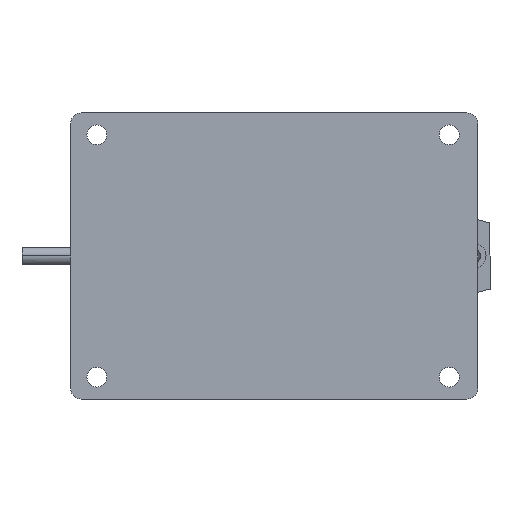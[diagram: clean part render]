
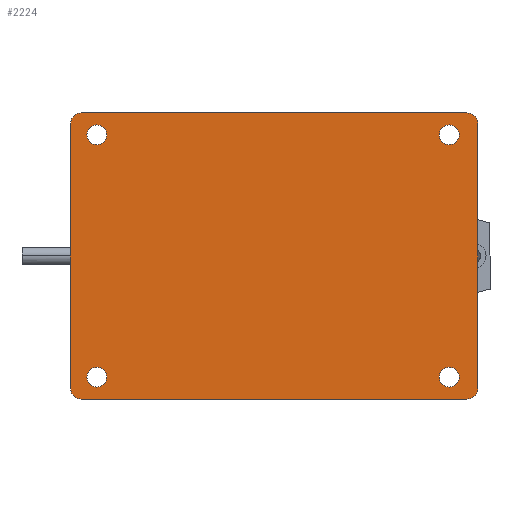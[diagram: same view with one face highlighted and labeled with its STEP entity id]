
A CAD part, front view. The second image highlights one B-rep face of the part: STEP entity #2224.
In plain terms, the highlighted face is planar.
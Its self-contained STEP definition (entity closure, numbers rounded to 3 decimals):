
#355 = AXIS2_PLACEMENT_3D ( 'NONE', #25527, #2868, #16317 ) ;
#508 = EDGE_CURVE ( 'NONE', #1687, #11273, #13348, .T. ) ;
#597 = VERTEX_POINT ( 'NONE', #27273 ) ;
#913 = CARTESIAN_POINT ( 'NONE',  ( -92.5, -60., 51. ) ) ;
#1013 = AXIS2_PLACEMENT_3D ( 'NONE', #11037, #27062, #22242 ) ;
#1074 = CIRCLE ( 'NONE', #15475, 5. ) ;
#1271 = ORIENTED_EDGE ( 'NONE', *, *, #20511, .T. ) ;
#1364 = VERTEX_POINT ( 'NONE', #6650 ) ;
#1400 = EDGE_LOOP ( 'NONE', ( #26331, #19499 ) ) ;
#1687 = VERTEX_POINT ( 'NONE', #25853 ) ;
#1833 = DIRECTION ( 'NONE',  ( 0., 0., 1. ) ) ;
#1859 = DIRECTION ( 'NONE',  ( 0., 0., 1. ) ) ;
#2037 = CARTESIAN_POINT ( 'NONE',  ( -87.5, 65., 51. ) ) ;
#2152 = EDGE_CURVE ( 'NONE', #23311, #5727, #25139, .T. ) ;
#2165 = CIRCLE ( 'NONE', #27266, 4.5 ) ;
#2224 = ADVANCED_FACE ( 'NONE', ( #25866, #20094, #9411, #22999, #16889 ), #16218, .T. ) ;
#2868 = DIRECTION ( 'NONE',  ( 0., 0., 1. ) ) ;
#3012 = CARTESIAN_POINT ( 'NONE',  ( -87.5, -60., 51. ) ) ;
#3150 = ORIENTED_EDGE ( 'NONE', *, *, #9381, .F. ) ;
#3188 = CIRCLE ( 'NONE', #17795, 4.5 ) ;
#3275 = DIRECTION ( 'NONE',  ( 0., 0., 1. ) ) ;
#3574 = CARTESIAN_POINT ( 'NONE',  ( 87.5, 60., 51. ) ) ;
#3615 = DIRECTION ( 'NONE',  ( 0., 0., 1. ) ) ;
#3618 = DIRECTION ( 'NONE',  ( 0., 0., 1. ) ) ;
#4351 = DIRECTION ( 'NONE',  ( -1., 0., 0. ) ) ;
#4442 = EDGE_CURVE ( 'NONE', #11273, #17107, #11051, .T. ) ;
#4511 = ORIENTED_EDGE ( 'NONE', *, *, #17642, .T. ) ;
#4622 = DIRECTION ( 'NONE',  ( 0., 0., 1. ) ) ;
#4753 = CARTESIAN_POINT ( 'NONE',  ( 92.5, 60., 51. ) ) ;
#5380 = CIRCLE ( 'NONE', #28012, 4.5 ) ;
#5416 = EDGE_CURVE ( 'NONE', #1364, #10818, #21050, .T. ) ;
#5645 = CARTESIAN_POINT ( 'NONE',  ( 84., 55., 51. ) ) ;
#5727 = VERTEX_POINT ( 'NONE', #2037 ) ;
#5862 = DIRECTION ( 'NONE',  ( -1., 0., 0. ) ) ;
#6650 = CARTESIAN_POINT ( 'NONE',  ( 75., -55., 51. ) ) ;
#7792 = DIRECTION ( 'NONE',  ( 0., 0., 1. ) ) ;
#7934 = CARTESIAN_POINT ( 'NONE',  ( -85., -55., 51. ) ) ;
#8106 = AXIS2_PLACEMENT_3D ( 'NONE', #3012, #12163, #19047 ) ;
#8167 = DIRECTION ( 'NONE',  ( -1., 0., 0. ) ) ;
#8172 = DIRECTION ( 'NONE',  ( 1., 0., 0. ) ) ;
#8580 = VERTEX_POINT ( 'NONE', #5645 ) ;
#8794 = CIRCLE ( 'NONE', #22329, 5. ) ;
#9133 = CARTESIAN_POINT ( 'NONE',  ( 87.5, -65., 51. ) ) ;
#9381 = EDGE_CURVE ( 'NONE', #24547, #20997, #20606, .T. ) ;
#9411 = FACE_OUTER_BOUND ( 'NONE', #21203, .T. ) ;
#9505 = VERTEX_POINT ( 'NONE', #27569 ) ;
#9892 = AXIS2_PLACEMENT_3D ( 'NONE', #25059, #4622, #16161 ) ;
#10295 = CARTESIAN_POINT ( 'NONE',  ( 92.5, 65., 51. ) ) ;
#10308 = ORIENTED_EDGE ( 'NONE', *, *, #29297, .F. ) ;
#10468 = CIRCLE ( 'NONE', #23604, 4.5 ) ;
#10592 = CARTESIAN_POINT ( 'NONE',  ( 84., -55., 51. ) ) ;
#10818 = VERTEX_POINT ( 'NONE', #10592 ) ;
#10895 = CARTESIAN_POINT ( 'NONE',  ( -80.5, 55., 51. ) ) ;
#10984 = CARTESIAN_POINT ( 'NONE',  ( -80.5, 55., 51. ) ) ;
#11037 = CARTESIAN_POINT ( 'NONE',  ( -80.5, -55., 51. ) ) ;
#11051 = CIRCLE ( 'NONE', #8106, 5. ) ;
#11273 = VERTEX_POINT ( 'NONE', #913 ) ;
#11785 = CARTESIAN_POINT ( 'NONE',  ( 79.5, 55., 51. ) ) ;
#11814 = CARTESIAN_POINT ( 'NONE',  ( -92.5, 65., 51. ) ) ;
#11923 = EDGE_CURVE ( 'NONE', #21915, #23311, #1074, .T. ) ;
#12163 = DIRECTION ( 'NONE',  ( 0., 0., 1. ) ) ;
#13295 = AXIS2_PLACEMENT_3D ( 'NONE', #13406, #1859, #17892 ) ;
#13348 = LINE ( 'NONE', #22350, #15115 ) ;
#13406 = CARTESIAN_POINT ( 'NONE',  ( 79.5, 55., 51. ) ) ;
#13635 = VERTEX_POINT ( 'NONE', #29117 ) ;
#13642 = AXIS2_PLACEMENT_3D ( 'NONE', #10984, #1833, #17667 ) ;
#13953 = ORIENTED_EDGE ( 'NONE', *, *, #4442, .T. ) ;
#14224 = DIRECTION ( 'NONE',  ( -1., 0., 0. ) ) ;
#14367 = ORIENTED_EDGE ( 'NONE', *, *, #2152, .T. ) ;
#14614 = CARTESIAN_POINT ( 'NONE',  ( 79.5, -55., 51. ) ) ;
#14689 = CARTESIAN_POINT ( 'NONE',  ( -92.5, -65., 51. ) ) ;
#14770 = EDGE_CURVE ( 'NONE', #597, #13635, #14950, .T. ) ;
#14950 = CIRCLE ( 'NONE', #13642, 4.5 ) ;
#15115 = VECTOR ( 'NONE', #24248, 1000. ) ;
#15475 = AXIS2_PLACEMENT_3D ( 'NONE', #3574, #3275, #26547 ) ;
#15693 = DIRECTION ( 'NONE',  ( 0., 0., 1. ) ) ;
#15823 = EDGE_CURVE ( 'NONE', #8580, #9505, #17919, .T. ) ;
#15893 = DIRECTION ( 'NONE',  ( 1., 0., 0. ) ) ;
#16161 = DIRECTION ( 'NONE',  ( 1., 0., 0. ) ) ;
#16170 = VECTOR ( 'NONE', #26193, 1000. ) ;
#16218 = PLANE ( 'NONE',  #355 ) ;
#16317 = DIRECTION ( 'NONE',  ( 1., 0., 0. ) ) ;
#16580 = DIRECTION ( 'NONE',  ( 0., 0., 1. ) ) ;
#16631 = CARTESIAN_POINT ( 'NONE',  ( -87.5, -65., 51. ) ) ;
#16889 = FACE_BOUND ( 'NONE', #22302, .T. ) ;
#17107 = VERTEX_POINT ( 'NONE', #16631 ) ;
#17186 = CARTESIAN_POINT ( 'NONE',  ( 92.5, -60., 51. ) ) ;
#17188 = EDGE_LOOP ( 'NONE', ( #23445, #17743 ) ) ;
#17343 = CARTESIAN_POINT ( 'NONE',  ( 79.5, -55., 51. ) ) ;
#17642 = EDGE_CURVE ( 'NONE', #21400, #28651, #20692, .T. ) ;
#17667 = DIRECTION ( 'NONE',  ( 1., 0., 0. ) ) ;
#17743 = ORIENTED_EDGE ( 'NONE', *, *, #21839, .F. ) ;
#17795 = AXIS2_PLACEMENT_3D ( 'NONE', #11785, #16580, #18965 ) ;
#17892 = DIRECTION ( 'NONE',  ( 1., 0., 0. ) ) ;
#17919 = CIRCLE ( 'NONE', #13295, 4.5 ) ;
#18965 = DIRECTION ( 'NONE',  ( 1., 0., 0. ) ) ;
#19047 = DIRECTION ( 'NONE',  ( 1., 0., 0. ) ) ;
#19434 = CARTESIAN_POINT ( 'NONE',  ( -76., -55., 51. ) ) ;
#19499 = ORIENTED_EDGE ( 'NONE', *, *, #15823, .F. ) ;
#19899 = CARTESIAN_POINT ( 'NONE',  ( 87.5, 65., 51. ) ) ;
#20094 = FACE_BOUND ( 'NONE', #17188, .T. ) ;
#20511 = EDGE_CURVE ( 'NONE', #28651, #21915, #28814, .T. ) ;
#20606 = CIRCLE ( 'NONE', #1013, 4.5 ) ;
#20692 = CIRCLE ( 'NONE', #9892, 5. ) ;
#20997 = VERTEX_POINT ( 'NONE', #7934 ) ;
#21050 = CIRCLE ( 'NONE', #24221, 4.5 ) ;
#21203 = EDGE_LOOP ( 'NONE', ( #25404, #4511, #1271, #23985, #14367, #22624, #22676, #13953 ) ) ;
#21400 = VERTEX_POINT ( 'NONE', #9133 ) ;
#21753 = EDGE_CURVE ( 'NONE', #20997, #24547, #10468, .T. ) ;
#21839 = EDGE_CURVE ( 'NONE', #13635, #597, #2165, .T. ) ;
#21872 = CARTESIAN_POINT ( 'NONE',  ( -87.5, 60., 51. ) ) ;
#21915 = VERTEX_POINT ( 'NONE', #4753 ) ;
#22096 = DIRECTION ( 'NONE',  ( 0., 0., 1. ) ) ;
#22182 = EDGE_CURVE ( 'NONE', #17107, #21400, #29071, .T. ) ;
#22242 = DIRECTION ( 'NONE',  ( -1., 0., 0. ) ) ;
#22302 = EDGE_LOOP ( 'NONE', ( #25472, #10308 ) ) ;
#22329 = AXIS2_PLACEMENT_3D ( 'NONE', #21872, #3618, #8172 ) ;
#22350 = CARTESIAN_POINT ( 'NONE',  ( -92.5, 65., 51. ) ) ;
#22624 = ORIENTED_EDGE ( 'NONE', *, *, #25116, .T. ) ;
#22676 = ORIENTED_EDGE ( 'NONE', *, *, #508, .T. ) ;
#22999 = FACE_BOUND ( 'NONE', #1400, .T. ) ;
#23311 = VERTEX_POINT ( 'NONE', #19899 ) ;
#23445 = ORIENTED_EDGE ( 'NONE', *, *, #14770, .F. ) ;
#23604 = AXIS2_PLACEMENT_3D ( 'NONE', #28926, #22096, #4351 ) ;
#23985 = ORIENTED_EDGE ( 'NONE', *, *, #11923, .T. ) ;
#24221 = AXIS2_PLACEMENT_3D ( 'NONE', #14614, #7792, #5862 ) ;
#24248 = DIRECTION ( 'NONE',  ( 0., -1., 0. ) ) ;
#24547 = VERTEX_POINT ( 'NONE', #19434 ) ;
#25059 = CARTESIAN_POINT ( 'NONE',  ( 87.5, -60., 51. ) ) ;
#25116 = EDGE_CURVE ( 'NONE', #5727, #1687, #8794, .T. ) ;
#25139 = LINE ( 'NONE', #11814, #26222 ) ;
#25404 = ORIENTED_EDGE ( 'NONE', *, *, #22182, .T. ) ;
#25472 = ORIENTED_EDGE ( 'NONE', *, *, #5416, .F. ) ;
#25527 = CARTESIAN_POINT ( 'NONE',  ( 0., 0., 51. ) ) ;
#25853 = CARTESIAN_POINT ( 'NONE',  ( -92.5, 60., 51. ) ) ;
#25866 = FACE_BOUND ( 'NONE', #28858, .T. ) ;
#26193 = DIRECTION ( 'NONE',  ( 1., 0., 0. ) ) ;
#26222 = VECTOR ( 'NONE', #14224, 1000. ) ;
#26301 = DIRECTION ( 'NONE',  ( 0., 1., 0. ) ) ;
#26331 = ORIENTED_EDGE ( 'NONE', *, *, #29091, .F. ) ;
#26547 = DIRECTION ( 'NONE',  ( 1., 0., 0. ) ) ;
#27062 = DIRECTION ( 'NONE',  ( 0., 0., 1. ) ) ;
#27266 = AXIS2_PLACEMENT_3D ( 'NONE', #10895, #15693, #15893 ) ;
#27273 = CARTESIAN_POINT ( 'NONE',  ( -85., 55., 51. ) ) ;
#27569 = CARTESIAN_POINT ( 'NONE',  ( 75., 55., 51. ) ) ;
#28012 = AXIS2_PLACEMENT_3D ( 'NONE', #17343, #3615, #8167 ) ;
#28651 = VERTEX_POINT ( 'NONE', #17186 ) ;
#28758 = ORIENTED_EDGE ( 'NONE', *, *, #21753, .F. ) ;
#28814 = LINE ( 'NONE', #10295, #29182 ) ;
#28858 = EDGE_LOOP ( 'NONE', ( #28758, #3150 ) ) ;
#28926 = CARTESIAN_POINT ( 'NONE',  ( -80.5, -55., 51. ) ) ;
#29071 = LINE ( 'NONE', #14689, #16170 ) ;
#29091 = EDGE_CURVE ( 'NONE', #9505, #8580, #3188, .T. ) ;
#29117 = CARTESIAN_POINT ( 'NONE',  ( -76., 55., 51. ) ) ;
#29182 = VECTOR ( 'NONE', #26301, 1000. ) ;
#29297 = EDGE_CURVE ( 'NONE', #10818, #1364, #5380, .T. ) ;
